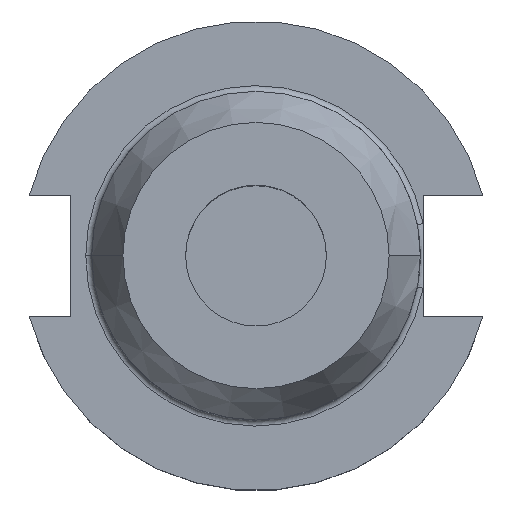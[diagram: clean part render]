
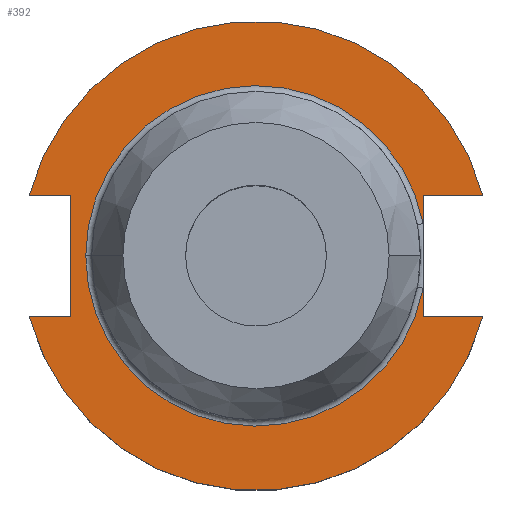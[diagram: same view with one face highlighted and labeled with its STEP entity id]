
A CAD part, top view. The second image highlights one B-rep face of the part: STEP entity #392.
In plain terms, the highlighted planar face has unit normal (0, 0, 1).
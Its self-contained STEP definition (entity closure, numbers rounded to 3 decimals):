
#16 = CARTESIAN_POINT ( 'NONE',  ( 22.606, 4.373, 19.05 ) ) ;
#20 = VERTEX_POINT ( 'NONE', #304 ) ;
#23 = ORIENTED_EDGE ( 'NONE', *, *, #1476, .T. ) ;
#89 = CARTESIAN_POINT ( 'NONE',  ( -25.091, 8.191, 19.05 ) ) ;
#99 = AXIS2_PLACEMENT_3D ( 'NONE', #446, #1299, #175 ) ;
#115 = VERTEX_POINT ( 'NONE', #1593 ) ;
#125 = LINE ( 'NONE', #1135, #162 ) ;
#130 = CARTESIAN_POINT ( 'NONE',  ( 22.606, -8.191, 19.05 ) ) ;
#141 = CIRCLE ( 'NONE', #854, 31.75 ) ;
#150 = EDGE_CURVE ( 'NONE', #1320, #1186, #1382, .T. ) ;
#162 = VECTOR ( 'NONE', #1401, 1000. ) ;
#170 = EDGE_CURVE ( 'NONE', #339, #1055, #887, .T. ) ;
#174 = EDGE_LOOP ( 'NONE', ( #979, #23, #1340, #475, #573, #389, #616, #641, #1222, #1393, #1464 ) ) ;
#175 = DIRECTION ( 'NONE',  ( -1., 0., 0. ) ) ;
#198 = EDGE_CURVE ( 'NONE', #1320, #1055, #435, .T. ) ;
#231 = CARTESIAN_POINT ( 'NONE',  ( 0., -8.191, 19.05 ) ) ;
#271 = DIRECTION ( 'NONE',  ( 1., 0., 0. ) ) ;
#304 = CARTESIAN_POINT ( 'NONE',  ( -30.675, 8.191, 19.05 ) ) ;
#339 = VERTEX_POINT ( 'NONE', #739 ) ;
#354 = VECTOR ( 'NONE', #537, 1000. ) ;
#376 = CARTESIAN_POINT ( 'NONE',  ( -61.091, -8.191, 19.05 ) ) ;
#389 = ORIENTED_EDGE ( 'NONE', *, *, #1390, .T. ) ;
#392 = ADVANCED_FACE ( 'NONE', ( #879 ), #1271, .F. ) ;
#395 = CARTESIAN_POINT ( 'NONE',  ( 30.675, 8.191, 19.05 ) ) ;
#398 = DIRECTION ( 'NONE',  ( 0., 0., -1. ) ) ;
#414 = VECTOR ( 'NONE', #1611, 1000. ) ;
#427 = VERTEX_POINT ( 'NONE', #395 ) ;
#429 = VERTEX_POINT ( 'NONE', #893 ) ;
#435 = LINE ( 'NONE', #376, #414 ) ;
#441 = LINE ( 'NONE', #1028, #729 ) ;
#446 = CARTESIAN_POINT ( 'NONE',  ( 0., 0., 19.05 ) ) ;
#475 = ORIENTED_EDGE ( 'NONE', *, *, #872, .T. ) ;
#497 = DIRECTION ( 'NONE',  ( -1., 0., 0. ) ) ;
#499 = LINE ( 'NONE', #981, #1355 ) ;
#522 = CIRCLE ( 'NONE', #883, 23.025 ) ;
#537 = DIRECTION ( 'NONE',  ( 0., 1., 0. ) ) ;
#573 = ORIENTED_EDGE ( 'NONE', *, *, #1391, .F. ) ;
#584 = CARTESIAN_POINT ( 'NONE',  ( 30.675, -8.191, 19.05 ) ) ;
#616 = ORIENTED_EDGE ( 'NONE', *, *, #1567, .T. ) ;
#625 = CARTESIAN_POINT ( 'NONE',  ( 0., 0., 19.05 ) ) ;
#641 = ORIENTED_EDGE ( 'NONE', *, *, #170, .T. ) ;
#648 = DIRECTION ( 'NONE',  ( -1., 0., 0. ) ) ;
#696 = EDGE_CURVE ( 'NONE', #1473, #1186, #1474, .T. ) ;
#729 = VECTOR ( 'NONE', #271, 1000. ) ;
#730 = DIRECTION ( 'NONE',  ( 1., 0., 0. ) ) ;
#739 = CARTESIAN_POINT ( 'NONE',  ( -25.091, 8.191, 19.05 ) ) ;
#742 = DIRECTION ( 'NONE',  ( 0., -1., 0. ) ) ;
#743 = CARTESIAN_POINT ( 'NONE',  ( -30.675, -8.191, 19.05 ) ) ;
#800 = CARTESIAN_POINT ( 'NONE',  ( -25.091, -8.191, 19.05 ) ) ;
#827 = VERTEX_POINT ( 'NONE', #16 ) ;
#847 = VECTOR ( 'NONE', #742, 1000. ) ;
#854 = AXIS2_PLACEMENT_3D ( 'NONE', #1601, #1365, #869 ) ;
#869 = DIRECTION ( 'NONE',  ( 1., 0., 0. ) ) ;
#872 = EDGE_CURVE ( 'NONE', #827, #429, #125, .T. ) ;
#879 = FACE_OUTER_BOUND ( 'NONE', #174, .T. ) ;
#883 = AXIS2_PLACEMENT_3D ( 'NONE', #625, #1005, #1246 ) ;
#887 = LINE ( 'NONE', #89, #847 ) ;
#893 = CARTESIAN_POINT ( 'NONE',  ( 22.606, 8.191, 19.05 ) ) ;
#903 = CARTESIAN_POINT ( 'NONE',  ( 22.606, -4.373, 19.05 ) ) ;
#915 = AXIS2_PLACEMENT_3D ( 'NONE', #1529, #398, #648 ) ;
#943 = VERTEX_POINT ( 'NONE', #903 ) ;
#952 = VECTOR ( 'NONE', #730, 1000. ) ;
#976 = DIRECTION ( 'NONE',  ( 1., 0., 0. ) ) ;
#979 = ORIENTED_EDGE ( 'NONE', *, *, #1612, .T. ) ;
#981 = CARTESIAN_POINT ( 'NONE',  ( 0., 8.191, 19.05 ) ) ;
#1005 = DIRECTION ( 'NONE',  ( 0., 0., -1. ) ) ;
#1028 = CARTESIAN_POINT ( 'NONE',  ( -61.091, 8.191, 19.05 ) ) ;
#1055 = VERTEX_POINT ( 'NONE', #800 ) ;
#1060 = CIRCLE ( 'NONE', #99, 23.025 ) ;
#1086 = AXIS2_PLACEMENT_3D ( 'NONE', #1203, #1452, #976 ) ;
#1121 = EDGE_CURVE ( 'NONE', #115, #827, #1060, .T. ) ;
#1135 = CARTESIAN_POINT ( 'NONE',  ( 22.606, 22.225, 19.05 ) ) ;
#1186 = VERTEX_POINT ( 'NONE', #584 ) ;
#1203 = CARTESIAN_POINT ( 'NONE',  ( 0., 0., 19.05 ) ) ;
#1222 = ORIENTED_EDGE ( 'NONE', *, *, #198, .F. ) ;
#1246 = DIRECTION ( 'NONE',  ( -1., 0., 0. ) ) ;
#1271 = PLANE ( 'NONE',  #915 ) ;
#1282 = CARTESIAN_POINT ( 'NONE',  ( 22.606, 22.225, 19.05 ) ) ;
#1299 = DIRECTION ( 'NONE',  ( 0., 0., -1. ) ) ;
#1320 = VERTEX_POINT ( 'NONE', #743 ) ;
#1340 = ORIENTED_EDGE ( 'NONE', *, *, #1121, .T. ) ;
#1352 = LINE ( 'NONE', #1282, #354 ) ;
#1355 = VECTOR ( 'NONE', #497, 1000. ) ;
#1365 = DIRECTION ( 'NONE',  ( 0., 0., 1. ) ) ;
#1382 = CIRCLE ( 'NONE', #1086, 31.75 ) ;
#1390 = EDGE_CURVE ( 'NONE', #427, #20, #141, .T. ) ;
#1391 = EDGE_CURVE ( 'NONE', #427, #429, #499, .T. ) ;
#1393 = ORIENTED_EDGE ( 'NONE', *, *, #150, .T. ) ;
#1401 = DIRECTION ( 'NONE',  ( 0., 1., 0. ) ) ;
#1452 = DIRECTION ( 'NONE',  ( 0., 0., 1. ) ) ;
#1464 = ORIENTED_EDGE ( 'NONE', *, *, #696, .F. ) ;
#1473 = VERTEX_POINT ( 'NONE', #130 ) ;
#1474 = LINE ( 'NONE', #231, #952 ) ;
#1476 = EDGE_CURVE ( 'NONE', #943, #115, #522, .T. ) ;
#1529 = CARTESIAN_POINT ( 'NONE',  ( 0., 22.225, 19.05 ) ) ;
#1567 = EDGE_CURVE ( 'NONE', #20, #339, #441, .T. ) ;
#1593 = CARTESIAN_POINT ( 'NONE',  ( -23.025, 0., 19.05 ) ) ;
#1601 = CARTESIAN_POINT ( 'NONE',  ( 0., 0., 19.05 ) ) ;
#1611 = DIRECTION ( 'NONE',  ( 1., 0., 0. ) ) ;
#1612 = EDGE_CURVE ( 'NONE', #1473, #943, #1352, .T. ) ;
